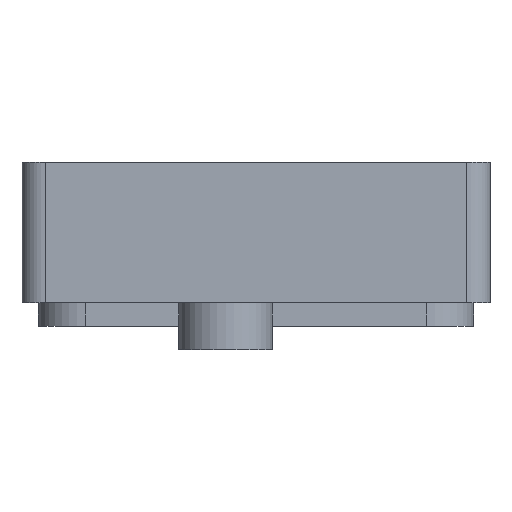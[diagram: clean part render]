
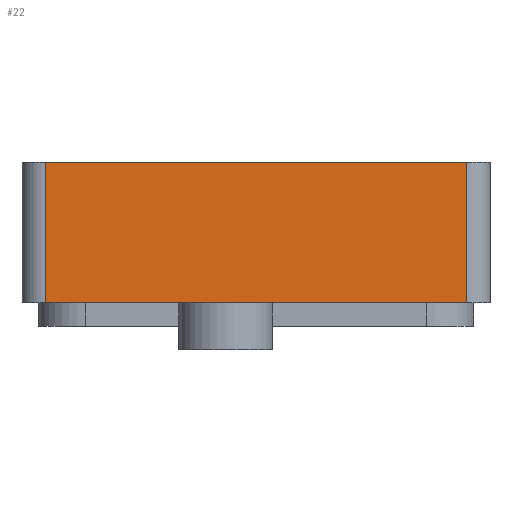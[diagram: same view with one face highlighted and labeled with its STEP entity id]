
A CAD part, front view. The second image highlights one B-rep face of the part: STEP entity #22.
In plain terms, the highlighted planar face has unit normal (0, -1, 0).
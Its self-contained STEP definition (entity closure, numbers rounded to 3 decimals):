
#22 = ADVANCED_FACE ( 'NONE', ( #687 ), #1233, .F. ) ;
#59 = VERTEX_POINT ( 'NONE', #732 ) ;
#62 = CARTESIAN_POINT ( 'NONE',  ( 19., 0., 2. ) ) ;
#88 = ORIENTED_EDGE ( 'NONE', *, *, #247, .F. ) ;
#149 = VECTOR ( 'NONE', #478, 1000. ) ;
#168 = LINE ( 'NONE', #356, #689 ) ;
#225 = CARTESIAN_POINT ( 'NONE',  ( 1., 0., 8. ) ) ;
#247 = EDGE_CURVE ( 'NONE', #733, #1069, #168, .T. ) ;
#356 = CARTESIAN_POINT ( 'NONE',  ( 0., 0., 2. ) ) ;
#444 = EDGE_CURVE ( 'NONE', #733, #1031, #652, .T. ) ;
#464 = ORIENTED_EDGE ( 'NONE', *, *, #444, .T. ) ;
#467 = LINE ( 'NONE', #1201, #149 ) ;
#476 = VECTOR ( 'NONE', #1089, 1000. ) ;
#478 = DIRECTION ( 'NONE',  ( 1., 0., 0. ) ) ;
#513 = DIRECTION ( 'NONE',  ( 0., 1., 0. ) ) ;
#524 = CARTESIAN_POINT ( 'NONE',  ( 19., 0., 8. ) ) ;
#585 = DIRECTION ( 'NONE',  ( -1., 0., 0. ) ) ;
#652 = LINE ( 'NONE', #524, #1373 ) ;
#687 = FACE_OUTER_BOUND ( 'NONE', #1331, .T. ) ;
#689 = VECTOR ( 'NONE', #585, 1000. ) ;
#732 = CARTESIAN_POINT ( 'NONE',  ( 1., 0., 8. ) ) ;
#733 = VERTEX_POINT ( 'NONE', #62 ) ;
#767 = CARTESIAN_POINT ( 'NONE',  ( 1., 0., 2. ) ) ;
#825 = ORIENTED_EDGE ( 'NONE', *, *, #1070, .T. ) ;
#951 = DIRECTION ( 'NONE',  ( 0., 0., 1. ) ) ;
#958 = EDGE_CURVE ( 'NONE', #59, #1031, #467, .T. ) ;
#1013 = AXIS2_PLACEMENT_3D ( 'NONE', #1242, #513, #1145 ) ;
#1031 = VERTEX_POINT ( 'NONE', #1288 ) ;
#1069 = VERTEX_POINT ( 'NONE', #767 ) ;
#1070 = EDGE_CURVE ( 'NONE', #59, #1069, #1207, .T. ) ;
#1089 = DIRECTION ( 'NONE',  ( 0., 0., -1. ) ) ;
#1110 = ORIENTED_EDGE ( 'NONE', *, *, #958, .F. ) ;
#1145 = DIRECTION ( 'NONE',  ( 0., 0., 1. ) ) ;
#1201 = CARTESIAN_POINT ( 'NONE',  ( 0., 0., 8. ) ) ;
#1207 = LINE ( 'NONE', #225, #476 ) ;
#1233 = PLANE ( 'NONE',  #1013 ) ;
#1242 = CARTESIAN_POINT ( 'NONE',  ( 0., 0., 8. ) ) ;
#1288 = CARTESIAN_POINT ( 'NONE',  ( 19., 0., 8. ) ) ;
#1331 = EDGE_LOOP ( 'NONE', ( #1110, #825, #88, #464 ) ) ;
#1373 = VECTOR ( 'NONE', #951, 1000. ) ;
